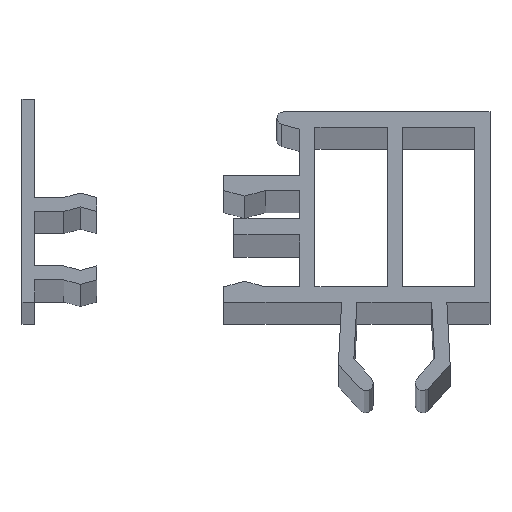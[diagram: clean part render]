
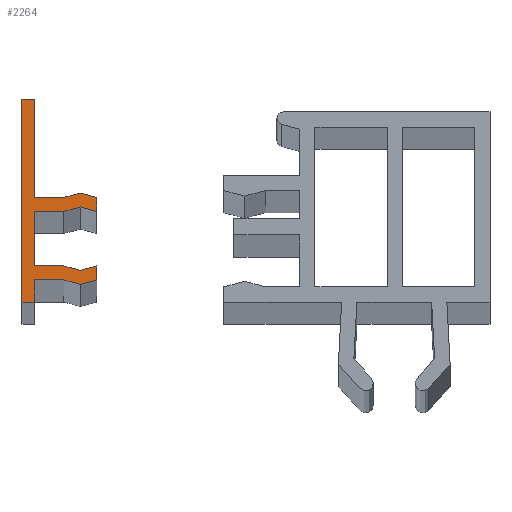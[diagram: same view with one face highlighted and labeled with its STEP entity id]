
A CAD part, top view. The second image highlights one B-rep face of the part: STEP entity #2264.
In plain terms, the highlighted planar face has unit normal (0, 0, 1).
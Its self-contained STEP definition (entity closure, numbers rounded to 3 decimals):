
#4 = CARTESIAN_POINT ( 'NONE',  ( 1., 7.15, 1000. ) ) ;
#51 = EDGE_CURVE ( 'NONE', #902, #2035, #721, .T. ) ;
#52 = VERTEX_POINT ( 'NONE', #1904 ) ;
#72 = LINE ( 'NONE', #83, #146 ) ;
#83 = CARTESIAN_POINT ( 'NONE',  ( 5.9, 7.15, 1000. ) ) ;
#90 = ORIENTED_EDGE ( 'NONE', *, *, #1743, .T. ) ;
#91 = LINE ( 'NONE', #1241, #427 ) ;
#102 = DIRECTION ( 'NONE',  ( -1., 0., 0. ) ) ;
#122 = VERTEX_POINT ( 'NONE', #1734 ) ;
#124 = EDGE_CURVE ( 'NONE', #815, #1702, #591, .T. ) ;
#128 = CARTESIAN_POINT ( 'NONE',  ( 0., 0., 1000. ) ) ;
#146 = VECTOR ( 'NONE', #827, 1000. ) ;
#152 = VECTOR ( 'NONE', #583, 1000. ) ;
#154 = CARTESIAN_POINT ( 'NONE',  ( 1., 1.75, 1000. ) ) ;
#179 = VECTOR ( 'NONE', #940, 1000. ) ;
#191 = LINE ( 'NONE', #2396, #2300 ) ;
#200 = EDGE_CURVE ( 'NONE', #52, #122, #790, .T. ) ;
#205 = CARTESIAN_POINT ( 'NONE',  ( 3.3, 2.85, 1000. ) ) ;
#227 = ORIENTED_EDGE ( 'NONE', *, *, #1606, .T. ) ;
#235 = ORIENTED_EDGE ( 'NONE', *, *, #1974, .T. ) ;
#244 = CARTESIAN_POINT ( 'NONE',  ( 5.9, 2.85, 1000. ) ) ;
#246 = VERTEX_POINT ( 'NONE', #294 ) ;
#262 = DIRECTION ( 'NONE',  ( 0., 1., 0. ) ) ;
#287 = CARTESIAN_POINT ( 'NONE',  ( 4.6, 8.598, 1000. ) ) ;
#294 = CARTESIAN_POINT ( 'NONE',  ( 3.3, 8.25, 1000. ) ) ;
#309 = CARTESIAN_POINT ( 'NONE',  ( 1., 2.85, 1000. ) ) ;
#325 = CARTESIAN_POINT ( 'NONE',  ( 4.6, 1.402, 1000. ) ) ;
#326 = DIRECTION ( 'NONE',  ( -1., 0., 0. ) ) ;
#331 = VERTEX_POINT ( 'NONE', #1431 ) ;
#414 = VECTOR ( 'NONE', #262, 1000. ) ;
#427 = VECTOR ( 'NONE', #1052, 1000. ) ;
#442 = ORIENTED_EDGE ( 'NONE', *, *, #200, .T. ) ;
#474 = PLANE ( 'NONE',  #1517 ) ;
#475 = LINE ( 'NONE', #154, #1352 ) ;
#486 = EDGE_CURVE ( 'NONE', #2155, #526, #1465, .T. ) ;
#517 = ORIENTED_EDGE ( 'NONE', *, *, #1850, .T. ) ;
#526 = VERTEX_POINT ( 'NONE', #1454 ) ;
#540 = DIRECTION ( 'NONE',  ( 1., 0., 0. ) ) ;
#558 = DIRECTION ( 'NONE',  ( -1., 0., 0. ) ) ;
#570 = CARTESIAN_POINT ( 'NONE',  ( 4.6, 2.502, 1000. ) ) ;
#583 = DIRECTION ( 'NONE',  ( 0., 1., 0. ) ) ;
#591 = LINE ( 'NONE', #640, #414 ) ;
#595 = DIRECTION ( 'NONE',  ( 0.966, -0.259, 0. ) ) ;
#604 = EDGE_LOOP ( 'NONE', ( #2383, #1372, #2129, #442, #227, #1381, #2121, #2235, #1096, #1994, #235, #1973, #625, #90, #1108, #517, #2109, #1519, #2254, #682 ) ) ;
#607 = DIRECTION ( 'NONE',  ( -0.966, -0.259, 0. ) ) ;
#608 = VERTEX_POINT ( 'NONE', #2271 ) ;
#622 = DIRECTION ( 'NONE',  ( 0., -1., 0. ) ) ;
#625 = ORIENTED_EDGE ( 'NONE', *, *, #486, .T. ) ;
#640 = CARTESIAN_POINT ( 'NONE',  ( 5.9, 8.25, 1000. ) ) ;
#648 = CARTESIAN_POINT ( 'NONE',  ( 5.9, 1.75, 1000. ) ) ;
#650 = VECTOR ( 'NONE', #540, 1000. ) ;
#682 = ORIENTED_EDGE ( 'NONE', *, *, #894, .T. ) ;
#721 = LINE ( 'NONE', #1471, #650 ) ;
#728 = DIRECTION ( 'NONE',  ( 1., 0., 0. ) ) ;
#756 = LINE ( 'NONE', #1479, #1039 ) ;
#790 = LINE ( 'NONE', #1559, #1425 ) ;
#815 = VERTEX_POINT ( 'NONE', #1768 ) ;
#821 = DIRECTION ( 'NONE',  ( 0., 1., 0. ) ) ;
#827 = DIRECTION ( 'NONE',  ( 0.966, -0.259, 0. ) ) ;
#830 = CARTESIAN_POINT ( 'NONE',  ( 0., 16., 1000. ) ) ;
#841 = VECTOR ( 'NONE', #558, 1000. ) ;
#862 = VERTEX_POINT ( 'NONE', #830 ) ;
#865 = EDGE_CURVE ( 'NONE', #2280, #608, #2000, .T. ) ;
#869 = CARTESIAN_POINT ( 'NONE',  ( 5.9, 1.75, 1000. ) ) ;
#873 = LINE ( 'NONE', #1104, #1353 ) ;
#894 = EDGE_CURVE ( 'NONE', #331, #862, #873, .T. ) ;
#902 = VERTEX_POINT ( 'NONE', #1843 ) ;
#940 = DIRECTION ( 'NONE',  ( 0., 1., 0. ) ) ;
#951 = CARTESIAN_POINT ( 'NONE',  ( 1., 0., 1000. ) ) ;
#954 = LINE ( 'NONE', #1330, #1478 ) ;
#981 = LINE ( 'NONE', #244, #2062 ) ;
#1039 = VECTOR ( 'NONE', #595, 1000. ) ;
#1052 = DIRECTION ( 'NONE',  ( -1., 0., 0. ) ) ;
#1053 = DIRECTION ( 'NONE',  ( 0., 1., 0. ) ) ;
#1060 = VERTEX_POINT ( 'NONE', #2079 ) ;
#1071 = VERTEX_POINT ( 'NONE', #1715 ) ;
#1072 = EDGE_CURVE ( 'NONE', #608, #1060, #981, .T. ) ;
#1083 = CARTESIAN_POINT ( 'NONE',  ( 4.6, 7.498, 1000. ) ) ;
#1096 = ORIENTED_EDGE ( 'NONE', *, *, #1497, .T. ) ;
#1104 = CARTESIAN_POINT ( 'NONE',  ( 0., 16., 1000. ) ) ;
#1108 = ORIENTED_EDGE ( 'NONE', *, *, #124, .T. ) ;
#1145 = LINE ( 'NONE', #570, #2261 ) ;
#1183 = VERTEX_POINT ( 'NONE', #4 ) ;
#1191 = DIRECTION ( 'NONE',  ( 1., 0., 0. ) ) ;
#1241 = CARTESIAN_POINT ( 'NONE',  ( 1., 8.25, 1000. ) ) ;
#1272 = VECTOR ( 'NONE', #622, 1000. ) ;
#1304 = CARTESIAN_POINT ( 'NONE',  ( 1., 8.25, 1000. ) ) ;
#1318 = DIRECTION ( 'NONE',  ( -0.966, -0.259, 0. ) ) ;
#1330 = CARTESIAN_POINT ( 'NONE',  ( 3.3, 8.25, 1000. ) ) ;
#1352 = VECTOR ( 'NONE', #1053, 1000. ) ;
#1353 = VECTOR ( 'NONE', #326, 1000. ) ;
#1359 = VERTEX_POINT ( 'NONE', #325 ) ;
#1372 = ORIENTED_EDGE ( 'NONE', *, *, #51, .T. ) ;
#1381 = ORIENTED_EDGE ( 'NONE', *, *, #1837, .T. ) ;
#1413 = LINE ( 'NONE', #287, #1550 ) ;
#1414 = VERTEX_POINT ( 'NONE', #309 ) ;
#1425 = VECTOR ( 'NONE', #1191, 1000. ) ;
#1431 = CARTESIAN_POINT ( 'NONE',  ( 1., 16., 1000. ) ) ;
#1436 = DIRECTION ( 'NONE',  ( -0.966, 0.259, 0. ) ) ;
#1448 = CARTESIAN_POINT ( 'NONE',  ( 4.6, 1.402, 1000. ) ) ;
#1454 = CARTESIAN_POINT ( 'NONE',  ( 4.6, 7.498, 1000. ) ) ;
#1465 = LINE ( 'NONE', #1083, #1704 ) ;
#1471 = CARTESIAN_POINT ( 'NONE',  ( 1., 0., 1000. ) ) ;
#1478 = VECTOR ( 'NONE', #1318, 1000. ) ;
#1479 = CARTESIAN_POINT ( 'NONE',  ( 3.3, 1.75, 1000. ) ) ;
#1491 = DIRECTION ( 'NONE',  ( -0.966, 0.259, 0. ) ) ;
#1497 = EDGE_CURVE ( 'NONE', #1060, #2093, #1145, .T. ) ;
#1498 = EDGE_CURVE ( 'NONE', #1071, #246, #954, .T. ) ;
#1517 = AXIS2_PLACEMENT_3D ( 'NONE', #128, #2196, #102 ) ;
#1519 = ORIENTED_EDGE ( 'NONE', *, *, #2295, .T. ) ;
#1550 = VECTOR ( 'NONE', #1436, 1000. ) ;
#1559 = CARTESIAN_POINT ( 'NONE',  ( 1., 1.75, 1000. ) ) ;
#1564 = CARTESIAN_POINT ( 'NONE',  ( 3.3, 7.15, 1000. ) ) ;
#1576 = LINE ( 'NONE', #2105, #1272 ) ;
#1606 = EDGE_CURVE ( 'NONE', #122, #1359, #756, .T. ) ;
#1618 = EDGE_CURVE ( 'NONE', #2093, #1414, #2237, .T. ) ;
#1619 = VERTEX_POINT ( 'NONE', #1304 ) ;
#1656 = LINE ( 'NONE', #1686, #179 ) ;
#1665 = VECTOR ( 'NONE', #2197, 1000. ) ;
#1683 = EDGE_CURVE ( 'NONE', #862, #902, #1576, .T. ) ;
#1686 = CARTESIAN_POINT ( 'NONE',  ( 1., 7.15, 1000. ) ) ;
#1702 = VERTEX_POINT ( 'NONE', #1923 ) ;
#1704 = VECTOR ( 'NONE', #2058, 1000. ) ;
#1715 = CARTESIAN_POINT ( 'NONE',  ( 4.6, 8.598, 1000. ) ) ;
#1734 = CARTESIAN_POINT ( 'NONE',  ( 3.3, 1.75, 1000. ) ) ;
#1743 = EDGE_CURVE ( 'NONE', #526, #815, #72, .T. ) ;
#1768 = CARTESIAN_POINT ( 'NONE',  ( 5.9, 7.15, 1000. ) ) ;
#1813 = LINE ( 'NONE', #1448, #1665 ) ;
#1834 = EDGE_CURVE ( 'NONE', #2035, #52, #475, .T. ) ;
#1837 = EDGE_CURVE ( 'NONE', #1359, #2280, #1813, .T. ) ;
#1843 = CARTESIAN_POINT ( 'NONE',  ( 0., 0., 1000. ) ) ;
#1850 = EDGE_CURVE ( 'NONE', #1702, #1071, #1413, .T. ) ;
#1860 = CARTESIAN_POINT ( 'NONE',  ( 1., 16., 1000. ) ) ;
#1904 = CARTESIAN_POINT ( 'NONE',  ( 1., 1.75, 1000. ) ) ;
#1923 = CARTESIAN_POINT ( 'NONE',  ( 5.9, 8.25, 1000. ) ) ;
#1968 = EDGE_CURVE ( 'NONE', #1183, #2155, #191, .T. ) ;
#1973 = ORIENTED_EDGE ( 'NONE', *, *, #1968, .T. ) ;
#1974 = EDGE_CURVE ( 'NONE', #1414, #1183, #1656, .T. ) ;
#1994 = ORIENTED_EDGE ( 'NONE', *, *, #1618, .T. ) ;
#2000 = LINE ( 'NONE', #648, #2019 ) ;
#2019 = VECTOR ( 'NONE', #821, 1000. ) ;
#2035 = VERTEX_POINT ( 'NONE', #951 ) ;
#2058 = DIRECTION ( 'NONE',  ( 0.966, 0.259, 0. ) ) ;
#2062 = VECTOR ( 'NONE', #607, 1000. ) ;
#2070 = EDGE_CURVE ( 'NONE', #1619, #331, #2263, .T. ) ;
#2079 = CARTESIAN_POINT ( 'NONE',  ( 4.6, 2.502, 1000. ) ) ;
#2093 = VERTEX_POINT ( 'NONE', #2125 ) ;
#2105 = CARTESIAN_POINT ( 'NONE',  ( 0., 0., 1000. ) ) ;
#2109 = ORIENTED_EDGE ( 'NONE', *, *, #1498, .T. ) ;
#2121 = ORIENTED_EDGE ( 'NONE', *, *, #865, .T. ) ;
#2125 = CARTESIAN_POINT ( 'NONE',  ( 3.3, 2.85, 1000. ) ) ;
#2129 = ORIENTED_EDGE ( 'NONE', *, *, #1834, .T. ) ;
#2155 = VERTEX_POINT ( 'NONE', #1564 ) ;
#2172 = FACE_OUTER_BOUND ( 'NONE', #604, .T. ) ;
#2196 = DIRECTION ( 'NONE',  ( 0., 0., -1. ) ) ;
#2197 = DIRECTION ( 'NONE',  ( 0.966, 0.259, 0. ) ) ;
#2235 = ORIENTED_EDGE ( 'NONE', *, *, #1072, .T. ) ;
#2237 = LINE ( 'NONE', #205, #841 ) ;
#2254 = ORIENTED_EDGE ( 'NONE', *, *, #2070, .T. ) ;
#2261 = VECTOR ( 'NONE', #1491, 1000. ) ;
#2263 = LINE ( 'NONE', #1860, #152 ) ;
#2264 = ADVANCED_FACE ( 'NONE', ( #2172 ), #474, .F. ) ;
#2271 = CARTESIAN_POINT ( 'NONE',  ( 5.9, 2.85, 1000. ) ) ;
#2280 = VERTEX_POINT ( 'NONE', #869 ) ;
#2295 = EDGE_CURVE ( 'NONE', #246, #1619, #91, .T. ) ;
#2300 = VECTOR ( 'NONE', #728, 1000. ) ;
#2383 = ORIENTED_EDGE ( 'NONE', *, *, #1683, .T. ) ;
#2396 = CARTESIAN_POINT ( 'NONE',  ( 3.3, 7.15, 1000. ) ) ;
